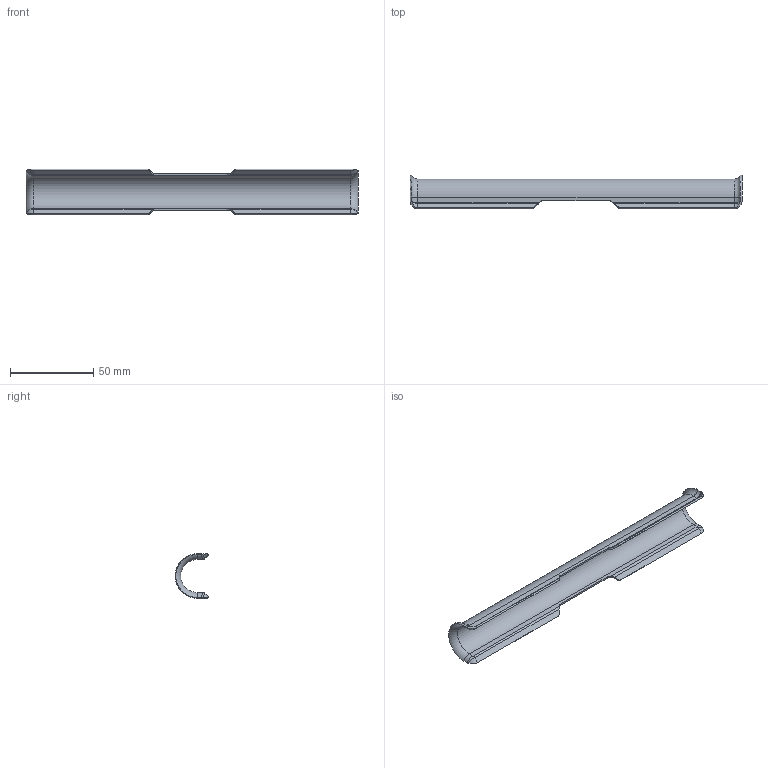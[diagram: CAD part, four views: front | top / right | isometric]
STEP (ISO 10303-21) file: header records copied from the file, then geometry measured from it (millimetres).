
FILE_DESCRIPTION (( 'STEP AP214' ), '1' );
FILE_NAME ('1195816.stp', '2017-02-22T08:30:46', ( '' ), ( '' ), 'SwSTEP 2.0', 'SolidWorks 2016', '' );
FILE_SCHEMA (( 'AUTOMOTIVE_DESIGN' ));
Length unit declared in the file: millimetre
Products named in the file (1): 1195816
Bounding box: 200 x 20.4 x 27.41 mm (x, y, z)
Volume: 9213.2 mm3; surface area: 18935.2 mm2
Topology: 1 solids, 1 shells, 102 faces, 220 edges, 120 vertices
Faces by surface type: plane 42, cylinder 30, bspline 24, torus 4, cone 2
Entity records: 3088 total; most frequent: CARTESIAN_POINT 1107, ORIENTED_EDGE 440, DIRECTION 354, EDGE_CURVE 220, VECTOR 132, LINE 132, VERTEX_POINT 120, AXIS2_PLACEMENT_3D 111
